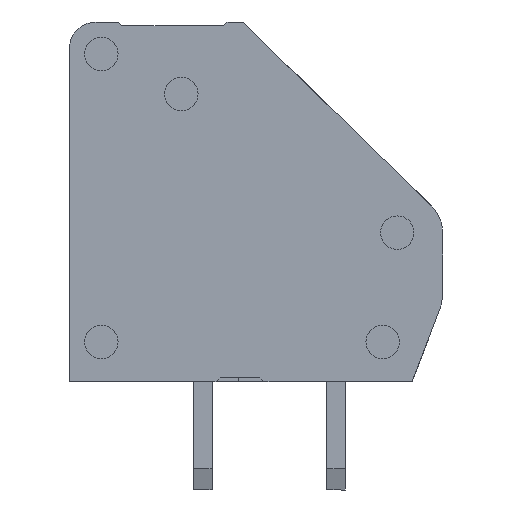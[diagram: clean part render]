
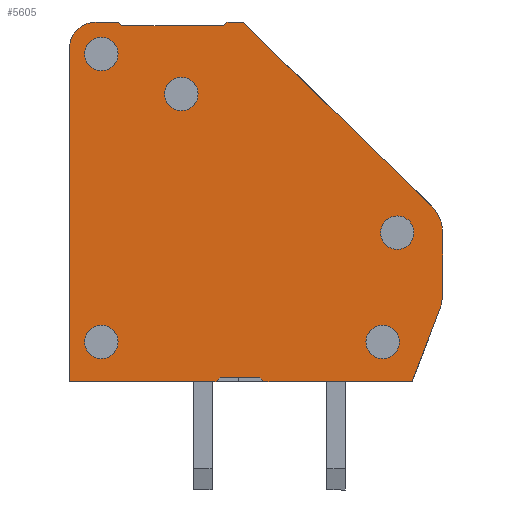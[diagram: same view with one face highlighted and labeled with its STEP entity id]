
A CAD part, front view. The second image highlights one B-rep face of the part: STEP entity #5605.
In plain terms, the highlighted planar face has unit normal (0, -1, 0).
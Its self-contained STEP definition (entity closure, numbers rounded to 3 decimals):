
#246=CIRCLE('',#6087,1.915);
#247=CIRCLE('',#6088,1.397);
#248=CIRCLE('',#6089,1.);
#249=CIRCLE('',#6090,0.625);
#250=CIRCLE('',#6091,0.625);
#251=CIRCLE('',#6092,0.625);
#252=CIRCLE('',#6093,0.625);
#253=CIRCLE('',#6094,0.625);
#1604=ORIENTED_EDGE('',*,*,#2517,.T.);
#1605=ORIENTED_EDGE('',*,*,#2518,.T.);
#1606=ORIENTED_EDGE('',*,*,#2519,.T.);
#1607=ORIENTED_EDGE('',*,*,#2520,.T.);
#1608=ORIENTED_EDGE('',*,*,#2470,.T.);
#1609=ORIENTED_EDGE('',*,*,#2521,.T.);
#1610=ORIENTED_EDGE('',*,*,#2522,.T.);
#1611=ORIENTED_EDGE('',*,*,#2523,.T.);
#1612=ORIENTED_EDGE('',*,*,#2524,.T.);
#1613=ORIENTED_EDGE('',*,*,#2525,.T.);
#1614=ORIENTED_EDGE('',*,*,#2526,.T.);
#1615=ORIENTED_EDGE('',*,*,#2527,.T.);
#1616=ORIENTED_EDGE('',*,*,#2528,.F.);
#1617=ORIENTED_EDGE('',*,*,#2529,.T.);
#1618=ORIENTED_EDGE('',*,*,#2466,.T.);
#1619=ORIENTED_EDGE('',*,*,#2530,.T.);
#1620=ORIENTED_EDGE('',*,*,#2531,.T.);
#1621=ORIENTED_EDGE('',*,*,#2532,.F.);
#1622=ORIENTED_EDGE('',*,*,#2533,.F.);
#1623=ORIENTED_EDGE('',*,*,#2534,.F.);
#1624=ORIENTED_EDGE('',*,*,#2535,.F.);
#1625=ORIENTED_EDGE('',*,*,#2536,.F.);
#2466=EDGE_CURVE('',#3031,#3032,#3656,.T.);
#2470=EDGE_CURVE('',#3035,#3036,#3660,.T.);
#2517=EDGE_CURVE('',#3080,#3081,#3697,.T.);
#2518=EDGE_CURVE('',#3081,#3082,#3698,.T.);
#2519=EDGE_CURVE('',#3082,#3083,#3699,.T.);
#2520=EDGE_CURVE('',#3083,#3035,#3700,.T.);
#2521=EDGE_CURVE('',#3036,#3084,#3701,.T.);
#2522=EDGE_CURVE('',#3084,#3085,#246,.T.);
#2523=EDGE_CURVE('',#3085,#3086,#3702,.T.);
#2524=EDGE_CURVE('',#3086,#3087,#247,.T.);
#2525=EDGE_CURVE('',#3087,#3088,#3703,.T.);
#2526=EDGE_CURVE('',#3088,#3089,#3704,.T.);
#2527=EDGE_CURVE('',#3089,#3090,#3705,.F.);
#2528=EDGE_CURVE('',#3091,#3090,#3706,.T.);
#2529=EDGE_CURVE('',#3091,#3031,#3707,.F.);
#2530=EDGE_CURVE('',#3032,#3092,#248,.T.);
#2531=EDGE_CURVE('',#3092,#3080,#3708,.T.);
#2532=EDGE_CURVE('',#3093,#3093,#249,.T.);
#2533=EDGE_CURVE('',#3094,#3094,#250,.T.);
#2534=EDGE_CURVE('',#3095,#3095,#251,.T.);
#2535=EDGE_CURVE('',#3096,#3096,#252,.T.);
#2536=EDGE_CURVE('',#3097,#3097,#253,.T.);
#3031=VERTEX_POINT('',#9027);
#3032=VERTEX_POINT('',#9028);
#3035=VERTEX_POINT('',#9036);
#3036=VERTEX_POINT('',#9037);
#3080=VERTEX_POINT('',#9130);
#3081=VERTEX_POINT('',#9131);
#3082=VERTEX_POINT('',#9133);
#3083=VERTEX_POINT('',#9135);
#3084=VERTEX_POINT('',#9138);
#3085=VERTEX_POINT('',#9140);
#3086=VERTEX_POINT('',#9142);
#3087=VERTEX_POINT('',#9144);
#3088=VERTEX_POINT('',#9146);
#3089=VERTEX_POINT('',#9148);
#3090=VERTEX_POINT('',#9150);
#3091=VERTEX_POINT('',#9152);
#3092=VERTEX_POINT('',#9155);
#3093=VERTEX_POINT('',#9158);
#3094=VERTEX_POINT('',#9160);
#3095=VERTEX_POINT('',#9162);
#3096=VERTEX_POINT('',#9164);
#3097=VERTEX_POINT('',#9166);
#3656=LINE('',#9026,#4296);
#3660=LINE('',#9035,#4300);
#3697=LINE('',#9129,#4337);
#3698=LINE('',#9132,#4338);
#3699=LINE('',#9134,#4339);
#3700=LINE('',#9136,#4340);
#3701=LINE('',#9137,#4341);
#3702=LINE('',#9141,#4342);
#3703=LINE('',#9145,#4343);
#3704=LINE('',#9147,#4344);
#3705=LINE('',#9149,#4345);
#3706=LINE('',#9151,#4346);
#3707=LINE('',#9153,#4347);
#3708=LINE('',#9156,#4348);
#4296=VECTOR('',#7418,1000.);
#4300=VECTOR('',#7424,1000.);
#4337=VECTOR('',#7485,1000.);
#4338=VECTOR('',#7486,1000.);
#4339=VECTOR('',#7487,1000.);
#4340=VECTOR('',#7488,1000.);
#4341=VECTOR('',#7489,1000.);
#4342=VECTOR('',#7492,1000.);
#4343=VECTOR('',#7495,1000.);
#4344=VECTOR('',#7496,1000.);
#4345=VECTOR('',#7497,1000.);
#4346=VECTOR('',#7498,1000.);
#4347=VECTOR('',#7499,1000.);
#4348=VECTOR('',#7502,1000.);
#4696=EDGE_LOOP('',(#1604,#1605,#1606,#1607,#1608,#1609,#1610,#1611,#1612,
#1613,#1614,#1615,#1616,#1617,#1618,#1619,#1620));
#4697=EDGE_LOOP('',(#1621));
#4698=EDGE_LOOP('',(#1622));
#4699=EDGE_LOOP('',(#1623));
#4700=EDGE_LOOP('',(#1624));
#4701=EDGE_LOOP('',(#1625));
#5053=FACE_BOUND('',#4696,.T.);
#5054=FACE_BOUND('',#4697,.T.);
#5055=FACE_BOUND('',#4698,.T.);
#5056=FACE_BOUND('',#4699,.T.);
#5057=FACE_BOUND('',#4700,.T.);
#5058=FACE_BOUND('',#4701,.T.);
#5318=PLANE('',#6086);
#5605=ADVANCED_FACE('',(#5053,#5054,#5055,#5056,#5057,#5058),#5318,.T.);
#6086=AXIS2_PLACEMENT_3D('',#9128,#7483,#7484);
#6087=AXIS2_PLACEMENT_3D('',#9139,#7490,#7491);
#6088=AXIS2_PLACEMENT_3D('',#9143,#7493,#7494);
#6089=AXIS2_PLACEMENT_3D('',#9154,#7500,#7501);
#6090=AXIS2_PLACEMENT_3D('',#9157,#7503,#7504);
#6091=AXIS2_PLACEMENT_3D('',#9159,#7505,#7506);
#6092=AXIS2_PLACEMENT_3D('',#9161,#7507,#7508);
#6093=AXIS2_PLACEMENT_3D('',#9163,#7509,#7510);
#6094=AXIS2_PLACEMENT_3D('',#9165,#7511,#7512);
#7418=DIRECTION('',(-1.,0.,0.));
#7424=DIRECTION('',(1.,0.,0.));
#7483=DIRECTION('',(0.,-1.,0.));
#7484=DIRECTION('',(0.,0.,-1.));
#7485=DIRECTION('',(1.,0.,0.));
#7486=DIRECTION('',(0.707,0.,0.707));
#7487=DIRECTION('',(1.,0.,0.));
#7488=DIRECTION('',(0.707,0.,-0.707));
#7489=DIRECTION('',(0.358,0.,0.934));
#7490=DIRECTION('',(0.,-1.,0.));
#7491=DIRECTION('',(-1.,0.,0.));
#7492=DIRECTION('',(0.,0.,1.));
#7493=DIRECTION('',(0.,-1.,0.));
#7494=DIRECTION('',(-1.,0.,0.));
#7495=DIRECTION('',(-0.716,0.,0.698));
#7496=DIRECTION('',(-1.,0.,0.));
#7497=DIRECTION('',(0.8,0.,0.6));
#7498=DIRECTION('',(1.,0.,0.));
#7499=DIRECTION('',(0.8,0.,-0.6));
#7500=DIRECTION('',(0.,-1.,0.));
#7501=DIRECTION('',(1.,0.,0.));
#7502=DIRECTION('',(0.,0.,-1.));
#7503=DIRECTION('',(0.,-1.,0.));
#7504=DIRECTION('',(0.,0.,-1.));
#7505=DIRECTION('',(0.,-1.,0.));
#7506=DIRECTION('',(0.,0.,-1.));
#7507=DIRECTION('',(0.,-1.,0.));
#7508=DIRECTION('',(0.,0.,-1.));
#7509=DIRECTION('',(0.,-1.,0.));
#7510=DIRECTION('',(0.,0.,-1.));
#7511=DIRECTION('',(0.,-1.,0.));
#7512=DIRECTION('',(0.,0.,-1.));
#9026=CARTESIAN_POINT('',(1.,0.,13.5));
#9027=CARTESIAN_POINT('',(1.8,0.,13.5));
#9028=CARTESIAN_POINT('',(1.,0.,13.5));
#9035=CARTESIAN_POINT('',(0.,0.,0.));
#9036=CARTESIAN_POINT('',(7.3,0.,0.));
#9037=CARTESIAN_POINT('',(12.852,0.,0.));
#9128=CARTESIAN_POINT('',(12.085,0.,3.35));
#9129=CARTESIAN_POINT('',(0.,0.,0.));
#9130=CARTESIAN_POINT('',(0.,0.,0.));
#9131=CARTESIAN_POINT('',(5.5,0.,0.));
#9132=CARTESIAN_POINT('',(10.468,0.,4.968));
#9133=CARTESIAN_POINT('',(5.65,0.,0.15));
#9134=CARTESIAN_POINT('',(5.65,0.,0.15));
#9135=CARTESIAN_POINT('',(7.15,0.,0.15));
#9136=CARTESIAN_POINT('',(8.018,0.,-0.718));
#9137=CARTESIAN_POINT('',(13.873,0.,2.665));
#9138=CARTESIAN_POINT('',(13.873,0.,2.665));
#9139=CARTESIAN_POINT('',(12.085,0.,3.35));
#9140=CARTESIAN_POINT('',(14.,0.,3.35));
#9141=CARTESIAN_POINT('',(14.,0.,3.35));
#9142=CARTESIAN_POINT('',(14.,0.,5.6));
#9143=CARTESIAN_POINT('',(12.603,0.,5.6));
#9144=CARTESIAN_POINT('',(13.578,0.,6.6));
#9145=CARTESIAN_POINT('',(6.5,0.,13.5));
#9146=CARTESIAN_POINT('',(6.5,0.,13.5));
#9147=CARTESIAN_POINT('',(1.,0.,13.5));
#9148=CARTESIAN_POINT('',(5.95,0.,13.5));
#9149=CARTESIAN_POINT('',(5.004,0.,12.791));
#9150=CARTESIAN_POINT('',(5.75,0.,13.35));
#9151=CARTESIAN_POINT('',(5.75,0.,13.35));
#9152=CARTESIAN_POINT('',(2.,0.,13.35));
#9153=CARTESIAN_POINT('',(13.254,0.,4.909));
#9154=CARTESIAN_POINT('',(1.,0.,12.5));
#9155=CARTESIAN_POINT('',(0.,0.,12.5));
#9156=CARTESIAN_POINT('',(0.,0.,0.));
#9157=CARTESIAN_POINT('',(12.3,0.,5.6));
#9158=CARTESIAN_POINT('',(12.3,0.,4.975));
#9159=CARTESIAN_POINT('',(4.2,0.,10.8));
#9160=CARTESIAN_POINT('',(4.2,0.,10.175));
#9161=CARTESIAN_POINT('',(11.75,0.,1.5));
#9162=CARTESIAN_POINT('',(11.75,0.,0.875));
#9163=CARTESIAN_POINT('',(1.2,0.,1.5));
#9164=CARTESIAN_POINT('',(1.2,0.,0.875));
#9165=CARTESIAN_POINT('',(1.2,0.,12.3));
#9166=CARTESIAN_POINT('',(1.2,0.,11.675));
